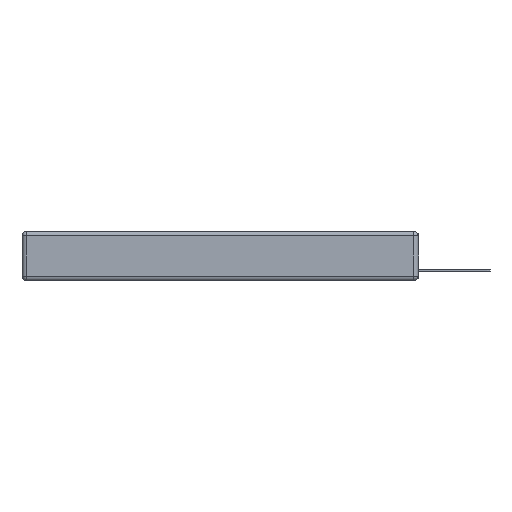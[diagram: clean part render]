
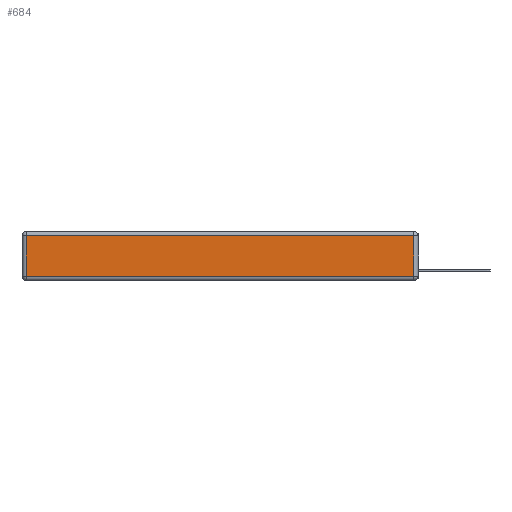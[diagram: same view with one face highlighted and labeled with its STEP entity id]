
A CAD part, left-side view. The second image highlights one B-rep face of the part: STEP entity #684.
In plain terms, the highlighted planar face has unit normal (-1, 0, 0).
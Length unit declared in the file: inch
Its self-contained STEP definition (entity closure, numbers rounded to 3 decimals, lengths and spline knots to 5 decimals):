
#162 = PLANE ( 'NONE',  #13969 ) ;
#589 = CARTESIAN_POINT ( 'NONE',  ( 0., 2.75, -0.03 ) ) ;
#661 = LINE ( 'NONE', #7359, #11773 ) ;
#684 = ADVANCED_FACE ( 'NONE', ( #19521 ), #162, .T. ) ;
#1286 = LINE ( 'NONE', #589, #7414 ) ;
#1705 = CARTESIAN_POINT ( 'NONE',  ( 0., 0., -0.313 ) ) ;
#1750 = CARTESIAN_POINT ( 'NONE',  ( 0., 0., -0.343 ) ) ;
#2399 = EDGE_CURVE ( 'NONE', #8677, #14992, #11807, .T. ) ;
#2615 = CARTESIAN_POINT ( 'NONE',  ( 0., 2.72, -0.343 ) ) ;
#2769 = VERTEX_POINT ( 'NONE', #7185 ) ;
#2796 = EDGE_CURVE ( 'NONE', #14992, #10659, #661, .T. ) ;
#3781 = VECTOR ( 'NONE', #13894, 39.37008 ) ;
#5367 = EDGE_LOOP ( 'NONE', ( #8543, #11359, #14392, #18128 ) ) ;
#5945 = EDGE_CURVE ( 'NONE', #10659, #2769, #1286, .T. ) ;
#6052 = DIRECTION ( 'NONE',  ( -1., 0., 0. ) ) ;
#6219 = CARTESIAN_POINT ( 'NONE',  ( 0., 0.03, -0.313 ) ) ;
#7185 = CARTESIAN_POINT ( 'NONE',  ( 0., 2.72, -0.03 ) ) ;
#7359 = CARTESIAN_POINT ( 'NONE',  ( 0., 0.03, -0.343 ) ) ;
#7414 = VECTOR ( 'NONE', #11494, 39.37008 ) ;
#8543 = ORIENTED_EDGE ( 'NONE', *, *, #2399, .T. ) ;
#8648 = LINE ( 'NONE', #2615, #14372 ) ;
#8677 = VERTEX_POINT ( 'NONE', #19567 ) ;
#10659 = VERTEX_POINT ( 'NONE', #19456 ) ;
#11359 = ORIENTED_EDGE ( 'NONE', *, *, #2796, .T. ) ;
#11494 = DIRECTION ( 'NONE',  ( 0., 1., 0. ) ) ;
#11773 = VECTOR ( 'NONE', #18166, 39.37008 ) ;
#11807 = LINE ( 'NONE', #1705, #3781 ) ;
#13032 = DIRECTION ( 'NONE',  ( 0., 0., -1. ) ) ;
#13894 = DIRECTION ( 'NONE',  ( 0., -1., 0. ) ) ;
#13969 = AXIS2_PLACEMENT_3D ( 'NONE', #1750, #6052, #16660 ) ;
#14372 = VECTOR ( 'NONE', #13032, 39.37008 ) ;
#14392 = ORIENTED_EDGE ( 'NONE', *, *, #5945, .T. ) ;
#14992 = VERTEX_POINT ( 'NONE', #6219 ) ;
#16660 = DIRECTION ( 'NONE',  ( 0., 0., 1. ) ) ;
#17683 = EDGE_CURVE ( 'NONE', #2769, #8677, #8648, .T. ) ;
#18128 = ORIENTED_EDGE ( 'NONE', *, *, #17683, .T. ) ;
#18166 = DIRECTION ( 'NONE',  ( 0., 0., 1. ) ) ;
#19456 = CARTESIAN_POINT ( 'NONE',  ( 0., 0.03, -0.03 ) ) ;
#19521 = FACE_OUTER_BOUND ( 'NONE', #5367, .T. ) ;
#19567 = CARTESIAN_POINT ( 'NONE',  ( 0., 2.72, -0.313 ) ) ;
